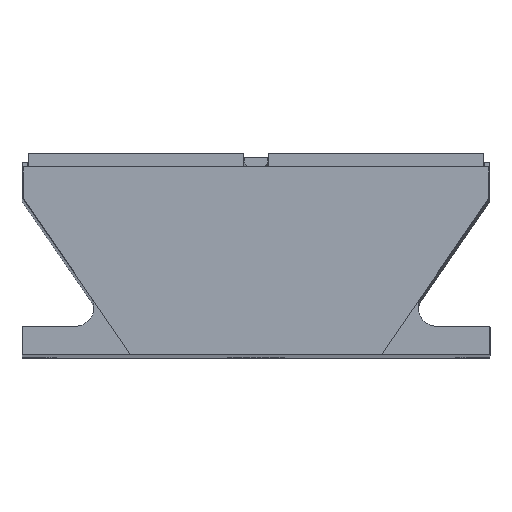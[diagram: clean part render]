
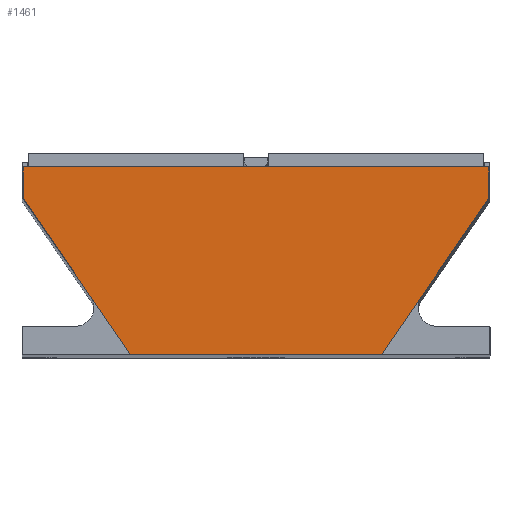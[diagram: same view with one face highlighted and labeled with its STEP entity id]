
A CAD part, top view. The second image highlights one B-rep face of the part: STEP entity #1461.
In plain terms, the highlighted planar face has unit normal (0, 0, 1).
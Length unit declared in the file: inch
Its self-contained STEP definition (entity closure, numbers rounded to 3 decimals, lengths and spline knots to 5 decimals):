
#87 = CARTESIAN_POINT ( 'NONE',  ( -1.0555, -1.656, 9.96052 ) ) ;
#532 = VERTEX_POINT ( 'NONE', #11442 ) ;
#1033 = DIRECTION ( 'NONE',  ( 0., 0., 1. ) ) ;
#1052 = EDGE_CURVE ( 'NONE', #532, #5336, #6683, .T. ) ;
#1218 = ORIENTED_EDGE ( 'NONE', *, *, #6802, .F. ) ;
#1461 = ADVANCED_FACE ( 'NONE', ( #11399 ), #7554, .T. ) ;
#1492 = DIRECTION ( 'NONE',  ( 0., 1., 0. ) ) ;
#1786 = VECTOR ( 'NONE', #3838, 39.37008 ) ;
#1830 = VERTEX_POINT ( 'NONE', #10983 ) ;
#2135 = CARTESIAN_POINT ( 'NONE',  ( 1.0555, -1.656, 9.96052 ) ) ;
#2159 = CARTESIAN_POINT ( 'NONE',  ( 1.9535, -0.34862, 9.96052 ) ) ;
#2344 = CARTESIAN_POINT ( 'NONE',  ( -1.9535, -0.34862, 9.96052 ) ) ;
#2566 = EDGE_CURVE ( 'NONE', #3679, #6714, #4793, .T. ) ;
#2639 = DIRECTION ( 'NONE',  ( 1., 0., 0. ) ) ;
#3537 = EDGE_CURVE ( 'NONE', #1830, #532, #4777, .T. ) ;
#3592 = ORIENTED_EDGE ( 'NONE', *, *, #3537, .F. ) ;
#3601 = EDGE_LOOP ( 'NONE', ( #10192, #6106, #12724, #4503, #3592, #1218 ) ) ;
#3679 = VERTEX_POINT ( 'NONE', #87 ) ;
#3831 = VERTEX_POINT ( 'NONE', #2135 ) ;
#3838 = DIRECTION ( 'NONE',  ( -0.566, 0.824, 0. ) ) ;
#4416 = VECTOR ( 'NONE', #10767, 39.37008 ) ;
#4503 = ORIENTED_EDGE ( 'NONE', *, *, #1052, .F. ) ;
#4775 = LINE ( 'NONE', #8641, #10539 ) ;
#4777 = LINE ( 'NONE', #9646, #9581 ) ;
#4793 = LINE ( 'NONE', #9593, #1786 ) ;
#5336 = VERTEX_POINT ( 'NONE', #2159 ) ;
#5556 = VECTOR ( 'NONE', #1492, 39.37008 ) ;
#5635 = DIRECTION ( 'NONE',  ( 1., 0., 0. ) ) ;
#6106 = ORIENTED_EDGE ( 'NONE', *, *, #10951, .F. ) ;
#6204 = AXIS2_PLACEMENT_3D ( 'NONE', #7618, #1033, #5635 ) ;
#6243 = EDGE_CURVE ( 'NONE', #3831, #5336, #12564, .T. ) ;
#6512 = LINE ( 'NONE', #8726, #5556 ) ;
#6622 = DIRECTION ( 'NONE',  ( -1., 0., 0. ) ) ;
#6683 = LINE ( 'NONE', #10699, #4416 ) ;
#6714 = VERTEX_POINT ( 'NONE', #2344 ) ;
#6802 = EDGE_CURVE ( 'NONE', #6714, #1830, #6512, .T. ) ;
#7356 = VECTOR ( 'NONE', #8434, 39.37008 ) ;
#7554 = PLANE ( 'NONE',  #6204 ) ;
#7618 = CARTESIAN_POINT ( 'NONE',  ( -1.9535, -1.656, 9.96052 ) ) ;
#7628 = CARTESIAN_POINT ( 'NONE',  ( 1.9535, -0.34862, 9.96052 ) ) ;
#8434 = DIRECTION ( 'NONE',  ( 0.566, 0.824, 0. ) ) ;
#8641 = CARTESIAN_POINT ( 'NONE',  ( -1.9535, -1.656, 9.96052 ) ) ;
#8726 = CARTESIAN_POINT ( 'NONE',  ( -1.9535, -0.0812, 9.96052 ) ) ;
#9581 = VECTOR ( 'NONE', #2639, 39.37008 ) ;
#9593 = CARTESIAN_POINT ( 'NONE',  ( -1.9535, -0.34862, 9.96052 ) ) ;
#9646 = CARTESIAN_POINT ( 'NONE',  ( 1.9535, -0.0812, 9.96052 ) ) ;
#10192 = ORIENTED_EDGE ( 'NONE', *, *, #2566, .F. ) ;
#10539 = VECTOR ( 'NONE', #6622, 39.37008 ) ;
#10699 = CARTESIAN_POINT ( 'NONE',  ( 1.9535, -0.0812, 9.96052 ) ) ;
#10767 = DIRECTION ( 'NONE',  ( 0., -1., 0. ) ) ;
#10951 = EDGE_CURVE ( 'NONE', #3831, #3679, #4775, .T. ) ;
#10983 = CARTESIAN_POINT ( 'NONE',  ( -1.9535, -0.0812, 9.96052 ) ) ;
#11399 = FACE_OUTER_BOUND ( 'NONE', #3601, .T. ) ;
#11442 = CARTESIAN_POINT ( 'NONE',  ( 1.9535, -0.0812, 9.96052 ) ) ;
#12564 = LINE ( 'NONE', #7628, #7356 ) ;
#12724 = ORIENTED_EDGE ( 'NONE', *, *, #6243, .T. ) ;
